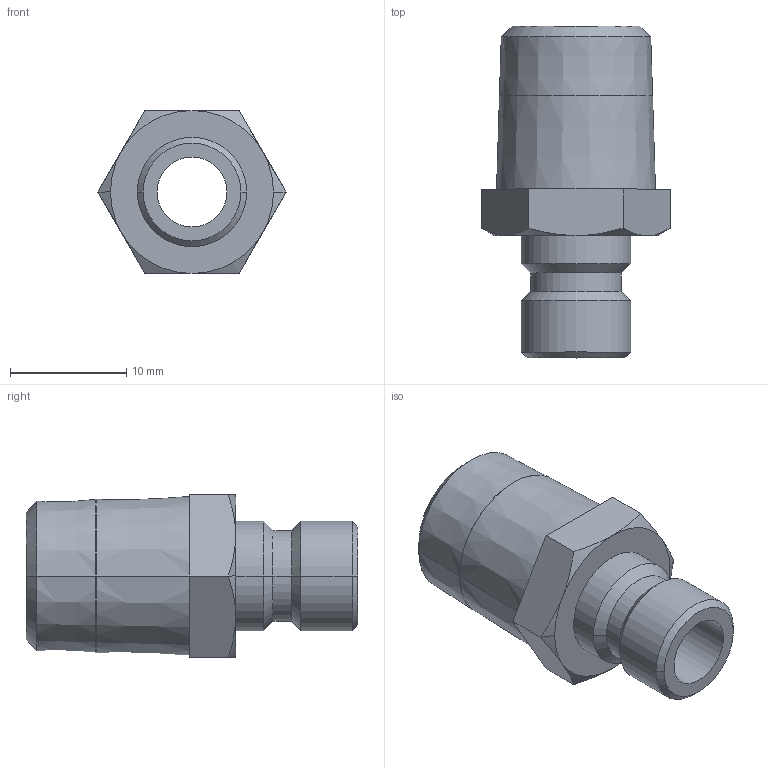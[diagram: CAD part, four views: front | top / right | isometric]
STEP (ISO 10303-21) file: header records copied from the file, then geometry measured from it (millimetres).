
FILE_DESCRIPTION(('STEP AP214'),'1');
FILE_NAME('esdm_14_narab.stp','2020-04-22T08:04:35',('TraceParts'),('TraceParts S.A.'),'Spatial InterOp 3D',' ',' ');
FILE_SCHEMA(('automotive_design'));
Length unit declared in the file: millimetre
Products named in the file (1): 1
Bounding box: 16.17 x 28.5 x 14 mm (x, y, z)
Volume: 2343.7 mm3; surface area: 1909.7 mm2
Topology: 1 solids, 1 shells, 44 faces, 92 edges, 54 vertices
Faces by surface type: cone 22, plane 12, cylinder 10
Entity records: 1546 total; most frequent: CARTESIAN_POINT 239, DIRECTION 212, ORIENTED_EDGE 184, EDGE_CURVE 92, AXIS2_PLACEMENT_3D 87, VERTEX_POINT 54, EDGE_LOOP 50, STYLED_ITEM 44
